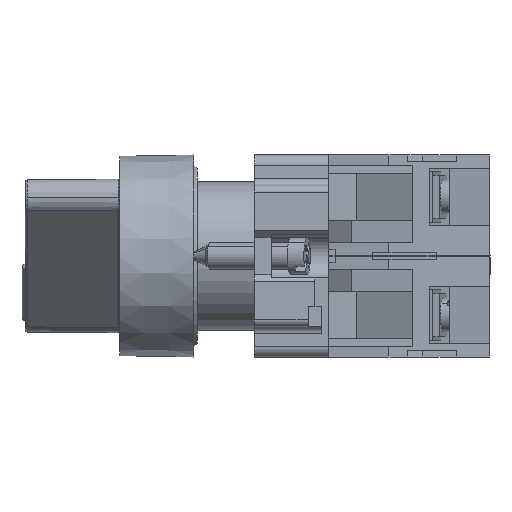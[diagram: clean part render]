
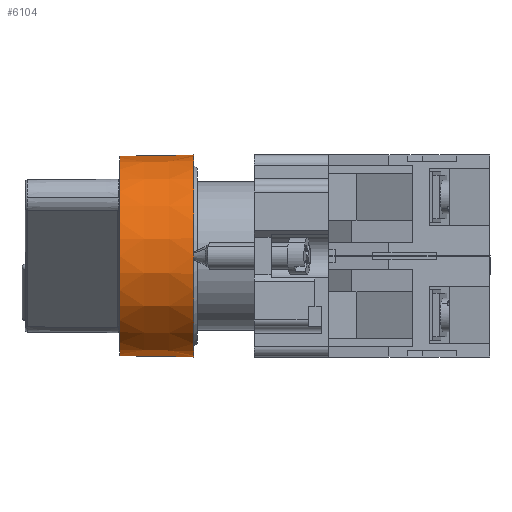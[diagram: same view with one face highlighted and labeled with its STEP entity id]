
A CAD part, left-side view. The second image highlights one B-rep face of the part: STEP entity #6104.
In plain terms, the highlighted conical face has half-angle 1 degrees and reference radius 15 mm.
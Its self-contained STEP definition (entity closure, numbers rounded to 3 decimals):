
#1475 = CARTESIAN_POINT ( 'NONE',  ( 0., 20., 15. ) ) ;
#3974 = DIRECTION ( 'NONE',  ( 0., 1., 0. ) ) ;
#4402 = CARTESIAN_POINT ( 'NONE',  ( 0., 20., -15. ) ) ;
#4851 = CARTESIAN_POINT ( 'NONE',  ( 0., 20., 0. ) ) ;
#6001 = ORIENTED_EDGE ( 'NONE', *, *, #8750, .T. ) ;
#6104 = ADVANCED_FACE ( 'NONE', ( #20059 ), #14990, .T. ) ;
#6450 = DIRECTION ( 'NONE',  ( 0., 0., 1. ) ) ;
#6497 = DIRECTION ( 'NONE',  ( 0., -1., 0. ) ) ;
#6692 = CARTESIAN_POINT ( 'NONE',  ( 0., 20., -15. ) ) ;
#7635 = VERTEX_POINT ( 'NONE', #19373 ) ;
#7718 = ORIENTED_EDGE ( 'NONE', *, *, #7921, .F. ) ;
#7823 = CARTESIAN_POINT ( 'NONE',  ( 0., 20., 15. ) ) ;
#7877 = CIRCLE ( 'NONE', #20901, 14.808 ) ;
#7921 = EDGE_CURVE ( 'NONE', #7635, #12043, #7877, .T. ) ;
#8750 = EDGE_CURVE ( 'NONE', #9166, #14183, #17316, .T. ) ;
#9166 = VERTEX_POINT ( 'NONE', #4402 ) ;
#9758 = CARTESIAN_POINT ( 'NONE',  ( 0., 20., 0. ) ) ;
#9797 = ORIENTED_EDGE ( 'NONE', *, *, #18303, .T. ) ;
#10108 = LINE ( 'NONE', #6692, #14042 ) ;
#10711 = EDGE_LOOP ( 'NONE', ( #7718, #9797, #6001, #21475 ) ) ;
#12043 = VERTEX_POINT ( 'NONE', #17517 ) ;
#13610 = EDGE_CURVE ( 'NONE', #12043, #14183, #20240, .T. ) ;
#13787 = CARTESIAN_POINT ( 'NONE',  ( 0., 31., 0. ) ) ;
#14042 = VECTOR ( 'NONE', #20109, 1000. ) ;
#14183 = VERTEX_POINT ( 'NONE', #1475 ) ;
#14990 = CONICAL_SURFACE ( 'NONE', #19940, 15., 0.017 ) ;
#15495 = DIRECTION ( 'NONE',  ( 0., 0., 1. ) ) ;
#16430 = DIRECTION ( 'NONE',  ( 0., 1., 0. ) ) ;
#16782 = VECTOR ( 'NONE', #17918, 1000. ) ;
#17316 = CIRCLE ( 'NONE', #19999, 15. ) ;
#17517 = CARTESIAN_POINT ( 'NONE',  ( 0., 31., 14.808 ) ) ;
#17918 = DIRECTION ( 'NONE',  ( 0., -1., 0.017 ) ) ;
#18200 = DIRECTION ( 'NONE',  ( 0., 0., 1. ) ) ;
#18303 = EDGE_CURVE ( 'NONE', #7635, #9166, #10108, .T. ) ;
#19373 = CARTESIAN_POINT ( 'NONE',  ( 0., 31., -14.808 ) ) ;
#19940 = AXIS2_PLACEMENT_3D ( 'NONE', #9758, #6497, #18200 ) ;
#19999 = AXIS2_PLACEMENT_3D ( 'NONE', #4851, #16430, #6450 ) ;
#20059 = FACE_OUTER_BOUND ( 'NONE', #10711, .T. ) ;
#20109 = DIRECTION ( 'NONE',  ( 0., -1., -0.017 ) ) ;
#20240 = LINE ( 'NONE', #7823, #16782 ) ;
#20901 = AXIS2_PLACEMENT_3D ( 'NONE', #13787, #3974, #15495 ) ;
#21475 = ORIENTED_EDGE ( 'NONE', *, *, #13610, .F. ) ;
